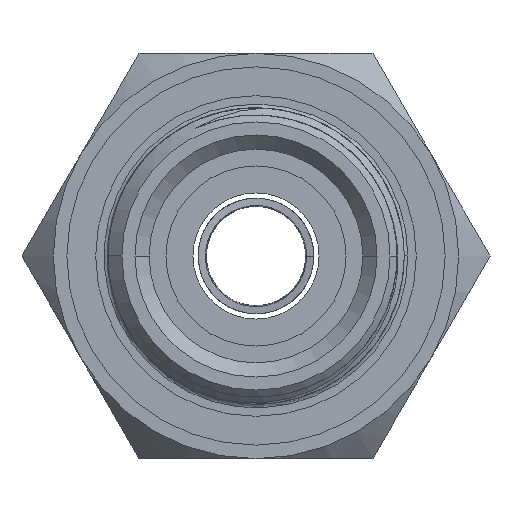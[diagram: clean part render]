
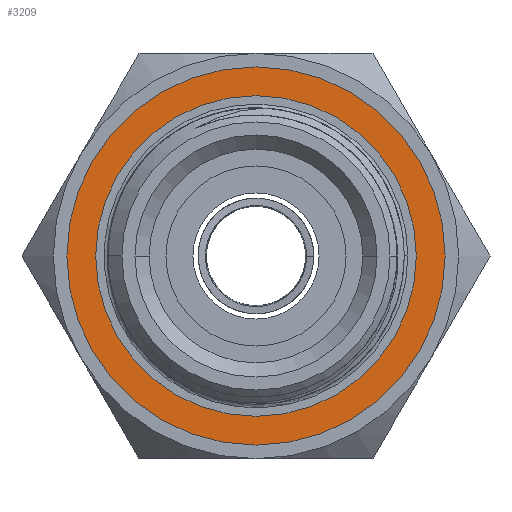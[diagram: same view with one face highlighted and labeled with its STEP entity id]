
A CAD part, front view. The second image highlights one B-rep face of the part: STEP entity #3209.
In plain terms, the highlighted planar face has unit normal (0, -1, 0).
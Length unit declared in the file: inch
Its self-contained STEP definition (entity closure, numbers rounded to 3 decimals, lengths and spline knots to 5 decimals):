
#1395=CARTESIAN_POINT('',(0.,0.601,0.));
#1396=DIRECTION('',(0.,-1.,0.));
#1397=DIRECTION('',(1.,0.,0.));
#1398=AXIS2_PLACEMENT_3D('',#1395,#1396,#1397);
#1400=CARTESIAN_POINT('',(0.,0.601,0.));
#1401=DIRECTION('',(0.,-1.,0.));
#1402=DIRECTION('',(-1.,0.,0.));
#1403=AXIS2_PLACEMENT_3D('',#1400,#1401,#1402);
#1405=CARTESIAN_POINT('',(0.,0.601,0.));
#1406=DIRECTION('',(0.,1.,0.));
#1407=DIRECTION('',(1.,0.,0.));
#1408=AXIS2_PLACEMENT_3D('',#1405,#1406,#1407);
#1410=CARTESIAN_POINT('',(0.,0.601,0.));
#1411=DIRECTION('',(0.,1.,0.));
#1412=DIRECTION('',(-1.,0.,0.));
#1413=AXIS2_PLACEMENT_3D('',#1410,#1411,#1412);
#1767=CARTESIAN_POINT('',(0.445,0.601,0.));
#1768=CARTESIAN_POINT('',(-0.445,0.601,0.));
#1769=VERTEX_POINT('',#1767);
#1770=VERTEX_POINT('',#1768);
#1771=CARTESIAN_POINT('',(0.525,0.601,0.));
#1772=CARTESIAN_POINT('',(-0.525,0.601,0.));
#1773=VERTEX_POINT('',#1771);
#1774=VERTEX_POINT('',#1772);
#3194=CARTESIAN_POINT('',(0.,0.601,0.));
#3195=DIRECTION('',(0.,-1.,0.));
#3196=DIRECTION('',(-1.,0.,0.));
#3197=AXIS2_PLACEMENT_3D('',#3194,#3195,#3196);
#3198=PLANE('',#3197);
#3199=ORIENTED_EDGE('',*,*,#3173,.T.);
#3200=ORIENTED_EDGE('',*,*,#3189,.T.);
#3201=EDGE_LOOP('',(#3199,#3200));
#3202=FACE_OUTER_BOUND('',#3201,.F.);
#3204=ORIENTED_EDGE('',*,*,#3203,.T.);
#3206=ORIENTED_EDGE('',*,*,#3205,.T.);
#3207=EDGE_LOOP('',(#3204,#3206));
#3208=FACE_BOUND('',#3207,.F.);
#3209=ADVANCED_FACE('',(#3202,#3208),#3198,.T.);
#1399=CIRCLE('',#1398,0.445);
#1404=CIRCLE('',#1403,0.445);
#1409=CIRCLE('',#1408,0.525);
#1414=CIRCLE('',#1413,0.525);
#3173=EDGE_CURVE('',#1773,#1774,#1409,.T.);
#3189=EDGE_CURVE('',#1774,#1773,#1414,.T.);
#3203=EDGE_CURVE('',#1769,#1770,#1399,.T.);
#3205=EDGE_CURVE('',#1770,#1769,#1404,.T.);
